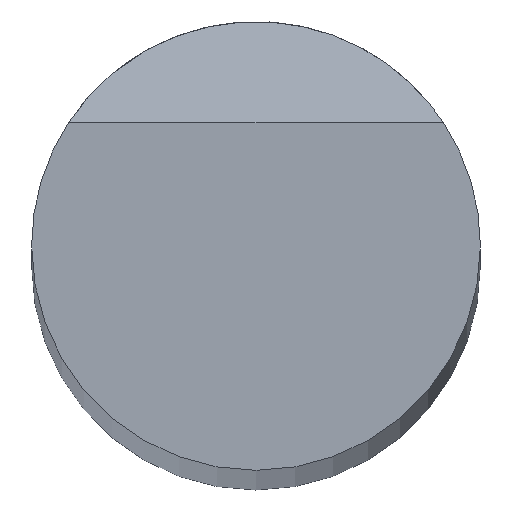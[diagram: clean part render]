
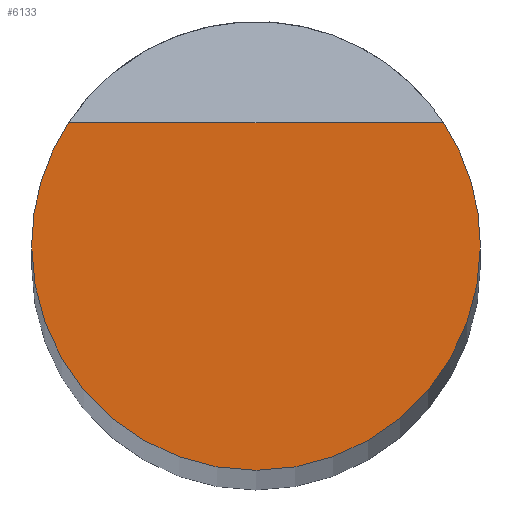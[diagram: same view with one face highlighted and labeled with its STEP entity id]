
A CAD part, top view. The second image highlights one B-rep face of the part: STEP entity #6133.
In plain terms, the highlighted planar face has unit normal (0, 0, 1).
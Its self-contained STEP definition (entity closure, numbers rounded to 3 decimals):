
#286 = VERTEX_POINT ( 'NONE', #5846 ) ;
#290 = EDGE_CURVE ( 'NONE', #1810, #286, #1092, .T. ) ;
#1092 = CIRCLE ( 'NONE', #4021, 20. ) ;
#1260 = DIRECTION ( 'NONE',  ( 0., 0., 1. ) ) ;
#1500 = ORIENTED_EDGE ( 'NONE', *, *, #2771, .T. ) ;
#1645 = DIRECTION ( 'NONE',  ( 1., 0., 0. ) ) ;
#1715 = EDGE_CURVE ( 'NONE', #4985, #1771, #5059, .T. ) ;
#1771 = VERTEX_POINT ( 'NONE', #3043 ) ;
#1810 = VERTEX_POINT ( 'NONE', #4616 ) ;
#2244 = EDGE_CURVE ( 'NONE', #286, #1771, #3397, .T. ) ;
#2257 = AXIS2_PLACEMENT_3D ( 'NONE', #3452, #2414, #4829 ) ;
#2338 = FACE_OUTER_BOUND ( 'NONE', #3017, .T. ) ;
#2414 = DIRECTION ( 'NONE',  ( 0., 0., 1. ) ) ;
#2621 = CARTESIAN_POINT ( 'NONE',  ( 20.001, 11., 1004.577 ) ) ;
#2688 = PLANE ( 'NONE',  #6015 ) ;
#2771 = EDGE_CURVE ( 'NONE', #4985, #1810, #5562, .T. ) ;
#2858 = DIRECTION ( 'NONE',  ( 0., 0., 1. ) ) ;
#2918 = CARTESIAN_POINT ( 'NONE',  ( 0., 0., 1004.577 ) ) ;
#3017 = EDGE_LOOP ( 'NONE', ( #1500, #5004, #6374, #5942 ) ) ;
#3043 = CARTESIAN_POINT ( 'NONE',  ( 16.703, 11., 1004.577 ) ) ;
#3397 = CIRCLE ( 'NONE', #2257, 20. ) ;
#3452 = CARTESIAN_POINT ( 'NONE',  ( 0., 0., 1004.577 ) ) ;
#3499 = AXIS2_PLACEMENT_3D ( 'NONE', #5429, #6414, #4351 ) ;
#4021 = AXIS2_PLACEMENT_3D ( 'NONE', #2918, #2858, #5327 ) ;
#4351 = DIRECTION ( 'NONE',  ( 1., 0., 0. ) ) ;
#4616 = CARTESIAN_POINT ( 'NONE',  ( -20., 0., 1004.577 ) ) ;
#4620 = CARTESIAN_POINT ( 'NONE',  ( -16.703, 11., 1004.577 ) ) ;
#4647 = VECTOR ( 'NONE', #1645, 1000. ) ;
#4829 = DIRECTION ( 'NONE',  ( 1., 0., 0. ) ) ;
#4985 = VERTEX_POINT ( 'NONE', #4620 ) ;
#5004 = ORIENTED_EDGE ( 'NONE', *, *, #290, .T. ) ;
#5059 = LINE ( 'NONE', #2621, #4647 ) ;
#5187 = CARTESIAN_POINT ( 'NONE',  ( 0., 0., 1004.577 ) ) ;
#5327 = DIRECTION ( 'NONE',  ( 1., 0., 0. ) ) ;
#5429 = CARTESIAN_POINT ( 'NONE',  ( 0., 0., 1004.577 ) ) ;
#5562 = CIRCLE ( 'NONE', #3499, 20. ) ;
#5700 = DIRECTION ( 'NONE',  ( 1., 0., 0. ) ) ;
#5846 = CARTESIAN_POINT ( 'NONE',  ( 20., 0., 1004.577 ) ) ;
#5942 = ORIENTED_EDGE ( 'NONE', *, *, #1715, .F. ) ;
#6015 = AXIS2_PLACEMENT_3D ( 'NONE', #5187, #1260, #5700 ) ;
#6133 = ADVANCED_FACE ( 'NONE', ( #2338 ), #2688, .T. ) ;
#6374 = ORIENTED_EDGE ( 'NONE', *, *, #2244, .T. ) ;
#6414 = DIRECTION ( 'NONE',  ( 0., 0., 1. ) ) ;
